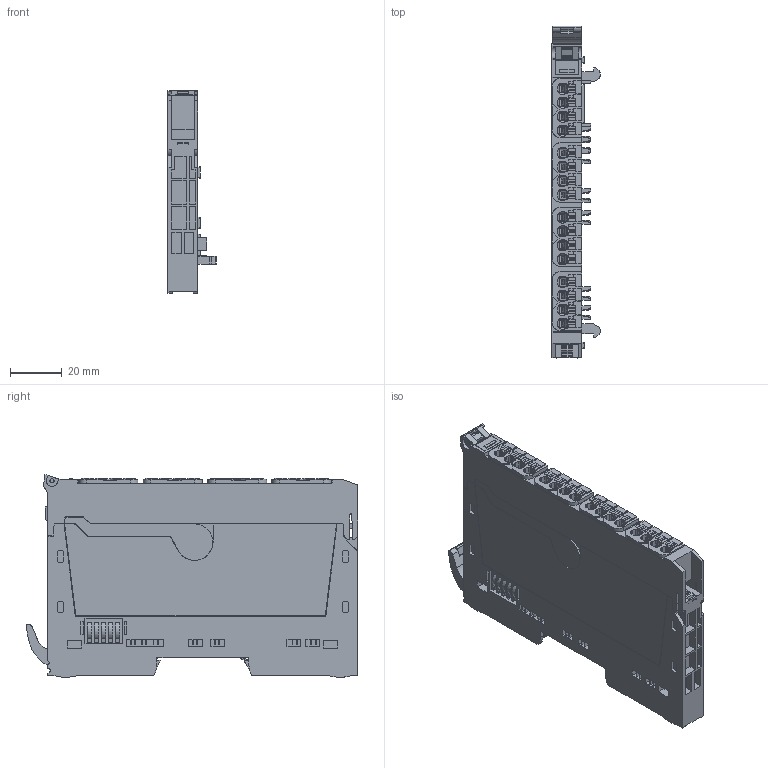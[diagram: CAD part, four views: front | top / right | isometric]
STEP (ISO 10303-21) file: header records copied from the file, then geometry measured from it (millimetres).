
FILE_DESCRIPTION(('CATIA V5 STEP Exchange','CAx-IF Rec.Pracs.--- Model Styling and Organization---1.5--- 2016-08-15','CAx-IF Rec.Pracs.---Supplemental Geometry---1.0---2011-11-01','CAx-IF Rec.Pracs.--- Composite Materials ---1.1---2010-07-15'),'2;1');
FILE_NAME ('D1658786_0', '2025-05-26T06:21:31+00:00', ('none'), ('Weidmueller'), 'CATIA Version 5-6 Release 2022 SP4 HF5', 'CATIA V5 STEP AP214 v3', 'none');
FILE_SCHEMA(('AUTOMOTIVE_DESIGN { 1 0 10303 214 1 1 1 1 }'));
Products named in the file (1): S3D_UR20_PK_3X-PG-WT-WT-WT-WT_PG-WT-BL-RD-GN
Bounding box: 18.5 x 127.88 x 78.03 mm (x, y, z)
Volume: 97085.2 mm3; surface area: 30013.1 mm2
Topology: 1 solids, 1 shells, 2228 faces, 6411 edges, 4272 vertices
Faces by surface type: plane 1880, cylinder 340, extrusion 8
Entity records: 73032 total; most frequent: CARTESIAN_POINT 15138, ORIENTED_EDGE 12822, DIRECTION 9380, EDGE_CURVE 6411, VECTOR 5493, LINE 5485, VERTEX_POINT 4272, EDGE_LOOP 2331
